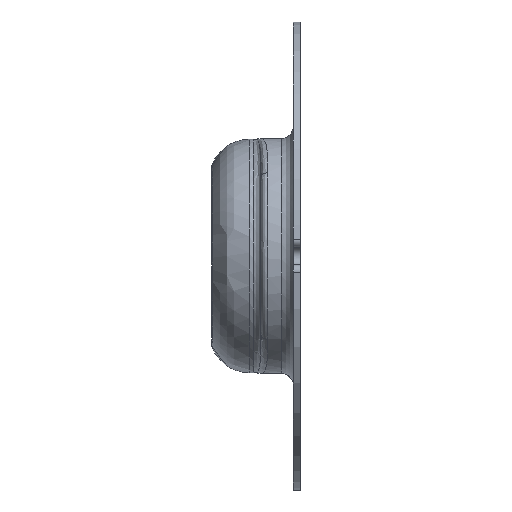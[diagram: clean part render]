
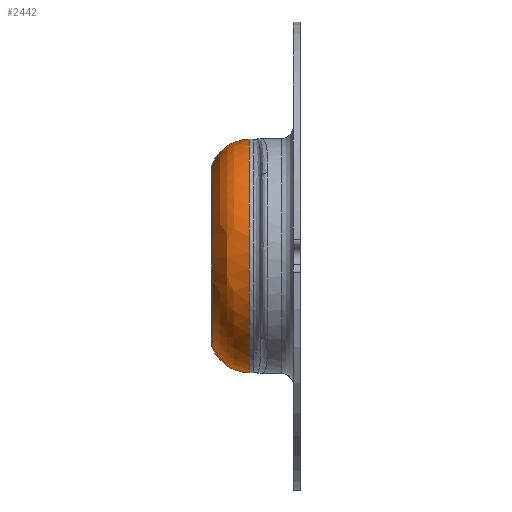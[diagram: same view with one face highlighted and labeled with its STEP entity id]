
A CAD part, left-side view. The second image highlights one B-rep face of the part: STEP entity #2442.
In plain terms, the highlighted free-form (B-spline) face has degree [2, 2] with [5, 3] control points.
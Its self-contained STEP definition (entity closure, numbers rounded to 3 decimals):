
#22 = VERTEX_POINT('',#23);
#23 = CARTESIAN_POINT('',(0.355,9.88,11.062)
  );
#295 = VERTEX_POINT('',#296);
#296 = CARTESIAN_POINT('',(0.355,9.88,-11.062
    ));
#349 = EDGE_CURVE('',#22,#295,#350,.T.);
#350 = B_SPLINE_CURVE_WITH_KNOTS('',3,(#351,#352,#353,#354,#355,#356,
    #357,#358,#359,#360,#361,#362,#363,#364,#365,#366,#367,#368),
  .UNSPECIFIED.,.F.,.F.,(4,2,2,2,2,2,2,2,4),(0.,0.125,0.25,0.375,0.5,
    0.625,0.75,0.875,1.),.UNSPECIFIED.);
#351 = CARTESIAN_POINT('',(0.355,9.88,11.062
    ));
#352 = CARTESIAN_POINT('',(-1.123,9.88,
    11.109));
#353 = CARTESIAN_POINT('',(-2.609,9.88,10.856
    ));
#354 = CARTESIAN_POINT('',(-5.367,9.88,9.791
    ));
#355 = CARTESIAN_POINT('',(-6.637,9.88,8.979
    ));
#356 = CARTESIAN_POINT('',(-8.761,9.88,6.922
    ));
#357 = CARTESIAN_POINT('',(-9.614,9.88,5.678
    ));
#358 = CARTESIAN_POINT('',(-10.767,9.88,2.956)
  );
#359 = CARTESIAN_POINT('',(-11.067,9.88,1.478
    ));
#360 = CARTESIAN_POINT('',(-11.067,9.88,
    -1.478));
#361 = CARTESIAN_POINT('',(-10.767,9.88,-2.956
    ));
#362 = CARTESIAN_POINT('',(-9.614,9.88,
    -5.678));
#363 = CARTESIAN_POINT('',(-8.761,9.88,
    -6.922));
#364 = CARTESIAN_POINT('',(-6.637,9.88,
    -8.979));
#365 = CARTESIAN_POINT('',(-5.367,9.88,
    -9.791));
#366 = CARTESIAN_POINT('',(-2.609,9.88,
    -10.856));
#367 = CARTESIAN_POINT('',(-1.123,9.88,
    -11.109));
#368 = CARTESIAN_POINT('',(0.355,9.88,-11.062
    ));
#2442 = ADVANCED_FACE('',(#2443),#2470,.T.);
#2443 = FACE_BOUND('',#2444,.T.);
#2444 = EDGE_LOOP('',(#2445,#2453,#2454,#2462));
#2445 = ORIENTED_EDGE('',*,*,#2446,.T.);
#2446 = EDGE_CURVE('',#2447,#22,#2449,.T.);
#2447 = VERTEX_POINT('',#2448);
#2448 = CARTESIAN_POINT('',(0.454,5.382,14.156
    ));
#2449 = ( BOUNDED_CURVE() B_SPLINE_CURVE(2,(#2450,#2451,#2452),
.UNSPECIFIED.,.F.,.F.) B_SPLINE_CURVE_WITH_KNOTS((3,3),(3.142,
4.347),.PIECEWISE_BEZIER_KNOTS.) CURVE() 
GEOMETRIC_REPRESENTATION_ITEM() RATIONAL_B_SPLINE_CURVE((1.,
0.824,1.)) REPRESENTATION_ITEM('') );
#2450 = CARTESIAN_POINT('',(0.454,5.382,14.156
    ));
#2451 = CARTESIAN_POINT('',(0.454,8.696,14.156
    ));
#2452 = CARTESIAN_POINT('',(0.355,9.88,
    11.062));
#2453 = ORIENTED_EDGE('',*,*,#349,.T.);
#2454 = ORIENTED_EDGE('',*,*,#2455,.F.);
#2455 = EDGE_CURVE('',#2456,#295,#2458,.T.);
#2456 = VERTEX_POINT('',#2457);
#2457 = CARTESIAN_POINT('',(0.454,5.382,
    -14.156));
#2458 = ( BOUNDED_CURVE() B_SPLINE_CURVE(2,(#2459,#2460,#2461),
.UNSPECIFIED.,.F.,.F.) B_SPLINE_CURVE_WITH_KNOTS((3,3),(3.142,
4.347),.PIECEWISE_BEZIER_KNOTS.) CURVE() 
GEOMETRIC_REPRESENTATION_ITEM() RATIONAL_B_SPLINE_CURVE((1.,
0.824,1.)) REPRESENTATION_ITEM('') );
#2459 = CARTESIAN_POINT('',(0.454,5.382,
    -14.156));
#2460 = CARTESIAN_POINT('',(0.454,8.696,
    -14.156));
#2461 = CARTESIAN_POINT('',(0.355,9.88,
    -11.062));
#2462 = ORIENTED_EDGE('',*,*,#2463,.F.);
#2463 = EDGE_CURVE('',#2447,#2456,#2464,.T.);
#2464 = ( BOUNDED_CURVE() B_SPLINE_CURVE(2,(#2465,#2466,#2467,#2468,
#2469),.UNSPECIFIED.,.F.,.F.) B_SPLINE_CURVE_WITH_KNOTS((3,2,3),(
    3.11,4.712,6.315),
.PIECEWISE_BEZIER_KNOTS.) CURVE() GEOMETRIC_REPRESENTATION_ITEM() 
RATIONAL_B_SPLINE_CURVE((1.,0.696,1.,0.696,1.)) 
REPRESENTATION_ITEM('') );
#2465 = CARTESIAN_POINT('',(0.454,5.382,14.156
    ));
#2466 = CARTESIAN_POINT('',(-14.163,5.382,
    14.624));
#2467 = CARTESIAN_POINT('',(-14.163,5.382,
    0.));
#2468 = CARTESIAN_POINT('',(-14.163,5.382,
    -14.624));
#2469 = CARTESIAN_POINT('',(0.454,5.382,
    -14.156));
#2470 = ( BOUNDED_SURFACE() B_SPLINE_SURFACE(2,2,(
    (#2471,#2472,#2473)
    ,(#2474,#2475,#2476)
    ,(#2477,#2478,#2479)
    ,(#2480,#2481,#2482)
    ,(#2483,#2484,#2485
)),.UNSPECIFIED.,.F.,.F.,.F.) B_SPLINE_SURFACE_WITH_KNOTS((3,2,3),(3,3),
  (3.11,4.712,6.315),(5.077,
    6.283),.PIECEWISE_BEZIER_KNOTS.) 
GEOMETRIC_REPRESENTATION_ITEM() RATIONAL_B_SPLINE_SURFACE((
    (1.,0.824,1.)
    ,(0.696,0.573,0.696)
    ,(1.,0.824,1.)
    ,(0.696,0.573,0.696)
,(1.,0.824,1.))) REPRESENTATION_ITEM('') SURFACE() );
#2471 = CARTESIAN_POINT('',(0.355,9.88,
    11.061));
#2472 = CARTESIAN_POINT('',(0.454,8.697,14.156
    ));
#2473 = CARTESIAN_POINT('',(0.454,5.382,14.156
    ));
#2474 = CARTESIAN_POINT('',(-11.067,9.88,
    11.427));
#2475 = CARTESIAN_POINT('',(-14.163,8.697,
    14.624));
#2476 = CARTESIAN_POINT('',(-14.163,5.382,
    14.624));
#2477 = CARTESIAN_POINT('',(-11.067,9.88,
    0.));
#2478 = CARTESIAN_POINT('',(-14.163,8.697,
    0.));
#2479 = CARTESIAN_POINT('',(-14.163,5.382,
    0.));
#2480 = CARTESIAN_POINT('',(-11.067,9.88,
    -11.427));
#2481 = CARTESIAN_POINT('',(-14.163,8.697,
    -14.624));
#2482 = CARTESIAN_POINT('',(-14.163,5.382,
    -14.624));
#2483 = CARTESIAN_POINT('',(0.355,9.88,
    -11.061));
#2484 = CARTESIAN_POINT('',(0.454,8.697,
    -14.156));
#2485 = CARTESIAN_POINT('',(0.454,5.382,
    -14.156));
